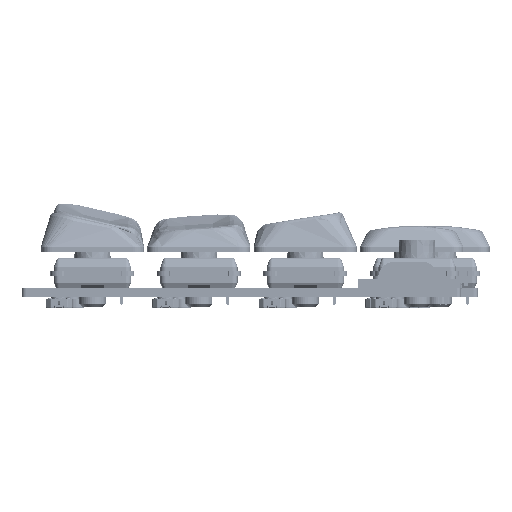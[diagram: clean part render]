
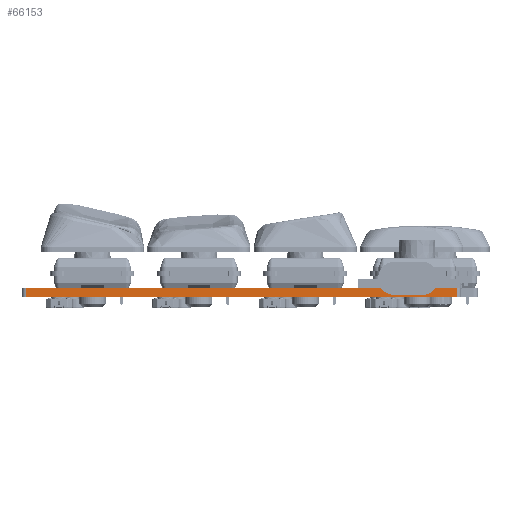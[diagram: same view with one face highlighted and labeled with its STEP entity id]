
A CAD part, left-side view. The second image highlights one B-rep face of the part: STEP entity #66153.
In plain terms, the highlighted planar face has unit normal (-1, 0, 0).
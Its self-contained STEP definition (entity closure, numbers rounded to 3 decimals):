
#60761 = VERTEX_POINT('',#60762);
#60762 = CARTESIAN_POINT('',(-14.326,11.825,0.));
#60768 = EDGE_CURVE('',#60769,#60761,#60771,.T.);
#60769 = VERTEX_POINT('',#60770);
#60770 = CARTESIAN_POINT('',(-14.326,-65.,0.));
#60771 = LINE('',#60772,#60773);
#60772 = CARTESIAN_POINT('',(-14.326,-65.,0.));
#60773 = VECTOR('',#60774,1.);
#60774 = DIRECTION('',(0.,1.,0.));
#63372 = VERTEX_POINT('',#63373);
#63373 = CARTESIAN_POINT('',(-14.326,11.825,1.6));
#63379 = EDGE_CURVE('',#63380,#63372,#63382,.T.);
#63380 = VERTEX_POINT('',#63381);
#63381 = CARTESIAN_POINT('',(-14.326,-65.,1.6));
#63382 = LINE('',#63383,#63384);
#63383 = CARTESIAN_POINT('',(-14.326,-65.,1.6));
#63384 = VECTOR('',#63385,1.);
#63385 = DIRECTION('',(0.,1.,0.));
#66142 = EDGE_CURVE('',#60769,#63380,#66143,.T.);
#66143 = LINE('',#66144,#66145);
#66144 = CARTESIAN_POINT('',(-14.326,-65.,0.));
#66145 = VECTOR('',#66146,1.);
#66146 = DIRECTION('',(0.,0.,1.));
#66153 = ADVANCED_FACE('',(#66154),#66165,.T.);
#66154 = FACE_BOUND('',#66155,.T.);
#66155 = EDGE_LOOP('',(#66156,#66157,#66158,#66164));
#66156 = ORIENTED_EDGE('',*,*,#66142,.T.);
#66157 = ORIENTED_EDGE('',*,*,#63379,.T.);
#66158 = ORIENTED_EDGE('',*,*,#66159,.F.);
#66159 = EDGE_CURVE('',#60761,#63372,#66160,.T.);
#66160 = LINE('',#66161,#66162);
#66161 = CARTESIAN_POINT('',(-14.326,11.825,0.));
#66162 = VECTOR('',#66163,1.);
#66163 = DIRECTION('',(0.,0.,1.));
#66164 = ORIENTED_EDGE('',*,*,#60768,.F.);
#66165 = PLANE('',#66166);
#66166 = AXIS2_PLACEMENT_3D('',#66167,#66168,#66169);
#66167 = CARTESIAN_POINT('',(-14.326,-65.,0.));
#66168 = DIRECTION('',(-1.,0.,0.));
#66169 = DIRECTION('',(0.,1.,0.));
